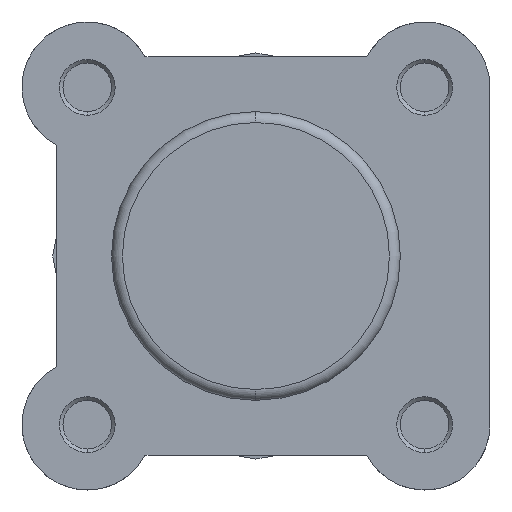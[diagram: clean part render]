
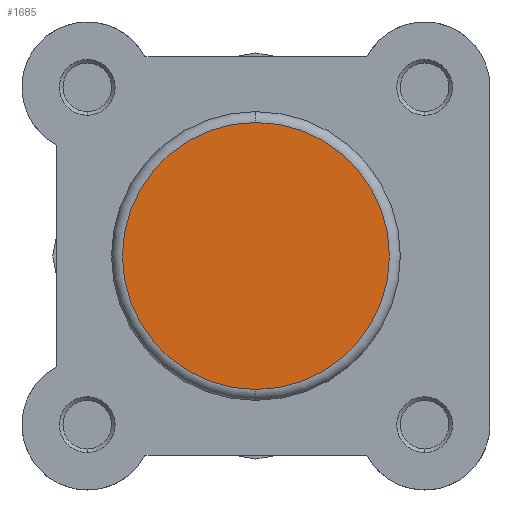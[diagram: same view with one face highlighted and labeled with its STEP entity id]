
A CAD part, left-side view. The second image highlights one B-rep face of the part: STEP entity #1685.
In plain terms, the highlighted planar face has unit normal (-1, 0, 0).
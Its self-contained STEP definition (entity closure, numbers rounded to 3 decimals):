
#220 = CARTESIAN_POINT ( 'NONE',  ( 0., 0., 18.4 ) ) ;
#290 = CARTESIAN_POINT ( 'NONE',  ( 0., 0., -18.4 ) ) ;
#415 = CARTESIAN_POINT ( 'NONE',  ( 0., 0., 0. ) ) ;
#416 = DIRECTION ( 'NONE',  ( -1., 0., 0. ) ) ;
#417 = DIRECTION ( 'NONE',  ( 0., 0., -1. ) ) ;
#666 = EDGE_LOOP ( 'NONE', ( #3833, #3834 ) ) ;
#947 = FACE_OUTER_BOUND ( 'NONE', #666, .T. ) ;
#1285 = CIRCLE ( 'NONE', #4921, 18.4 ) ;
#1588 = CIRCLE ( 'NONE', #5017, 18.4 ) ;
#1685 = ADVANCED_FACE ( 'NONE', ( #947 ), #5498, .F. ) ;
#2377 = CARTESIAN_POINT ( 'NONE',  ( 0., 0., 0. ) ) ;
#2379 = DIRECTION ( 'NONE',  ( -1., 0., 0. ) ) ;
#2380 = DIRECTION ( 'NONE',  ( 0., 0., -1. ) ) ;
#3833 = ORIENTED_EDGE ( 'NONE', *, *, #4235, .T. ) ;
#3834 = ORIENTED_EDGE ( 'NONE', *, *, #4475, .T. ) ;
#4001 = VERTEX_POINT ( 'NONE', #220 ) ;
#4071 = VERTEX_POINT ( 'NONE', #290 ) ;
#4235 = EDGE_CURVE ( 'NONE', #4071, #4001, #1285, .T. ) ;
#4475 = EDGE_CURVE ( 'NONE', #4001, #4071, #1588, .T. ) ;
#4765 = AXIS2_PLACEMENT_3D ( 'NONE', #5497, #5500, #5501 ) ;
#4921 = AXIS2_PLACEMENT_3D ( 'NONE', #415, #416, #417 ) ;
#5017 = AXIS2_PLACEMENT_3D ( 'NONE', #2377, #2379, #2380 ) ;
#5497 = CARTESIAN_POINT ( 'NONE',  ( 0., 0., 0. ) ) ;
#5498 = PLANE ( 'NONE',  #4765 ) ;
#5500 = DIRECTION ( 'NONE',  ( 1., 0., 0. ) ) ;
#5501 = DIRECTION ( 'NONE',  ( 0., 0., -1. ) ) ;
